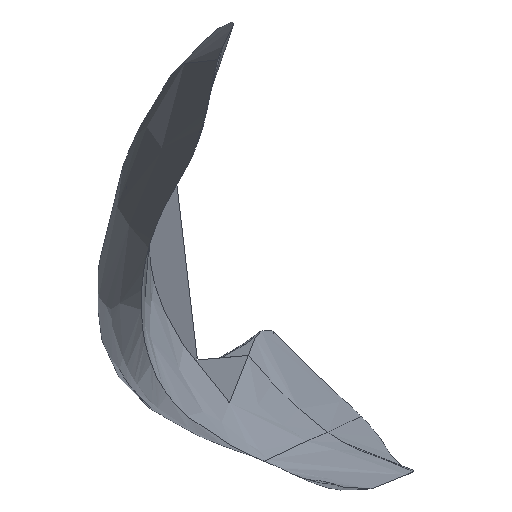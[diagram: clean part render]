
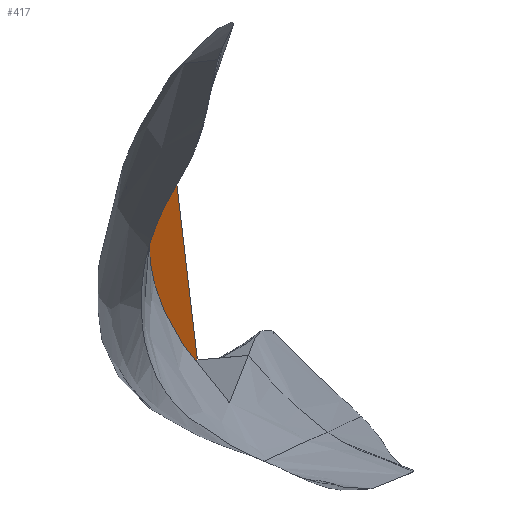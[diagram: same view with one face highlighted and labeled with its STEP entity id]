
A CAD part, front view. The second image highlights one B-rep face of the part: STEP entity #417.
In plain terms, the highlighted planar face has unit normal (0.981, -0.173, 0.087).
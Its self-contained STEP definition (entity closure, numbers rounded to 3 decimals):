
#18=LINE('',#2384,#25);
#19=LINE('',#2831,#26);
#20=LINE('',#2857,#27);
#21=LINE('',#2858,#28);
#25=VECTOR('',#467,10.);
#26=VECTOR('',#472,10.);
#27=VECTOR('',#475,10.);
#28=VECTOR('',#476,10.);
#34=PLANE('',#450);
#52=FACE_OUTER_BOUND('',#77,.T.);
#77=EDGE_LOOP('',(#329,#330,#331,#332,#333));
#125=B_SPLINE_CURVE_WITH_KNOTS('',3,(#2852,#2853,#2854,#2855),
 .UNSPECIFIED.,.F.,.F.,(4,4),(-1.233,-1.226),
 .UNSPECIFIED.);
#164=VERTEX_POINT('',#2325);
#167=VERTEX_POINT('',#2352);
#176=VERTEX_POINT('',#2830);
#179=VERTEX_POINT('',#2851);
#180=VERTEX_POINT('',#2856);
#220=EDGE_CURVE('',#167,#164,#18,.T.);
#230=EDGE_CURVE('',#164,#176,#19,.T.);
#234=EDGE_CURVE('',#176,#179,#125,.T.);
#235=EDGE_CURVE('',#180,#167,#20,.T.);
#236=EDGE_CURVE('',#179,#180,#21,.T.);
#329=ORIENTED_EDGE('',*,*,#234,.F.);
#330=ORIENTED_EDGE('',*,*,#230,.F.);
#331=ORIENTED_EDGE('',*,*,#220,.F.);
#332=ORIENTED_EDGE('',*,*,#235,.F.);
#333=ORIENTED_EDGE('',*,*,#236,.F.);
#417=ADVANCED_FACE('',(#52),#34,.F.);
#450=AXIS2_PLACEMENT_3D('',#2850,#473,#474);
#467=DIRECTION('',(0.156,0.972,0.173));
#472=DIRECTION('',(0.115,0.156,-0.981));
#473=DIRECTION('center_axis',(-0.981,0.173,-0.087));
#474=DIRECTION('ref_axis',(-0.088,0.,0.996));
#475=DIRECTION('',(-0.115,-0.156,0.981));
#476=DIRECTION('',(-0.156,-0.972,-0.173));
#2325=CARTESIAN_POINT('',(-11.558,38.093,15.461));
#2352=CARTESIAN_POINT('',(-13.041,28.855,13.817));
#2384=CARTESIAN_POINT('',(-12.3,33.474,14.639));
#2830=CARTESIAN_POINT('',(-10.702,39.258,8.141));
#2831=CARTESIAN_POINT('',(-11.369,38.351,13.84));
#2850=CARTESIAN_POINT('Origin',(-11.558,38.093,15.461));
#2851=CARTESIAN_POINT('',(-10.714,39.164,8.085));
#2852=CARTESIAN_POINT('Ctrl Pts',(-10.702,39.258,8.141));
#2853=CARTESIAN_POINT('Ctrl Pts',(-10.706,39.226,8.122));
#2854=CARTESIAN_POINT('Ctrl Pts',(-10.71,39.195,8.103));
#2855=CARTESIAN_POINT('Ctrl Pts',(-10.714,39.164,8.085));
#2856=CARTESIAN_POINT('',(-12.181,30.025,6.459));
#2857=CARTESIAN_POINT('',(-12.181,30.025,6.459));
#2858=CARTESIAN_POINT('',(-10.698,39.264,8.103));
